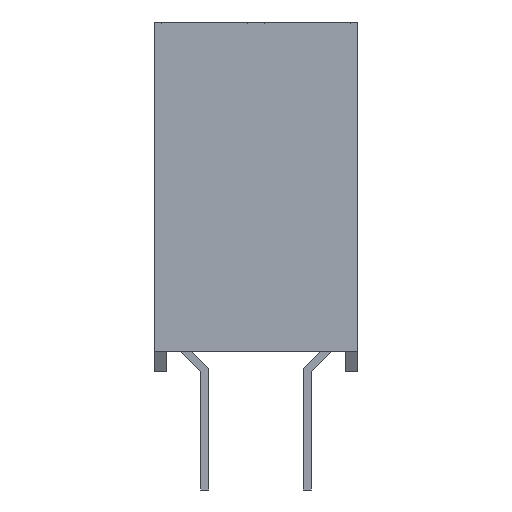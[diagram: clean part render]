
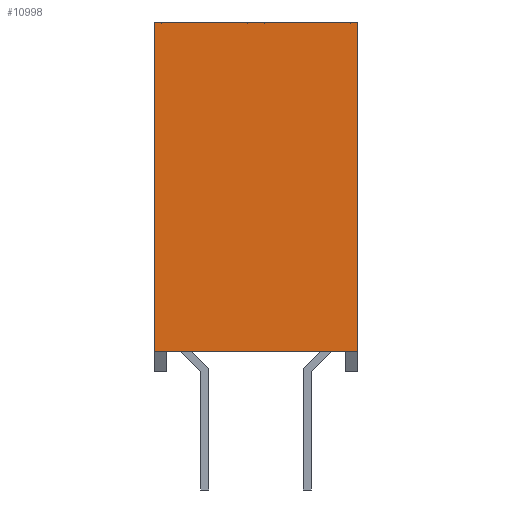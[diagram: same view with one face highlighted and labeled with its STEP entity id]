
A CAD part, left-side view. The second image highlights one B-rep face of the part: STEP entity #10998.
In plain terms, the highlighted planar face has unit normal (-1, 0, 0).
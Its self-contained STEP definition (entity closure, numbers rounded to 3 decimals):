
#72=DIRECTION('',(0.,-1.,0.));
#73=VECTOR('',#72,5.029);
#74=CARTESIAN_POINT('',(-25.4,2.515,0.));
#75=LINE('',#74,#73);
#728=DIRECTION('',(0.,0.,-1.));
#729=VECTOR('',#728,8.128);
#730=CARTESIAN_POINT('',(-25.4,2.515,0.));
#731=LINE('',#730,#729);
#960=DIRECTION('',(0.,0.,-1.));
#961=VECTOR('',#960,8.128);
#962=CARTESIAN_POINT('',(-25.4,-2.515,0.));
#963=LINE('',#962,#961);
#1192=DIRECTION('',(0.,-1.,0.));
#1193=VECTOR('',#1192,5.029);
#1194=CARTESIAN_POINT('',(-25.4,2.515,-8.128));
#1195=LINE('',#1194,#1193);
#8024=CARTESIAN_POINT('',(-25.4,2.515,0.));
#8025=CARTESIAN_POINT('',(-25.4,-2.515,0.));
#8026=VERTEX_POINT('',#8024);
#8027=VERTEX_POINT('',#8025);
#8032=CARTESIAN_POINT('',(-25.4,2.515,-8.128));
#8033=CARTESIAN_POINT('',(-25.4,-2.515,-8.128));
#8034=VERTEX_POINT('',#8032);
#8035=VERTEX_POINT('',#8033);
#10984=CARTESIAN_POINT('',(-25.4,2.515,0.));
#10985=DIRECTION('',(-1.,0.,0.));
#10986=DIRECTION('',(0.,-1.,0.));
#10987=AXIS2_PLACEMENT_3D('',#10984,#10985,#10986);
#10988=PLANE('',#10987);
#10989=ORIENTED_EDGE('',*,*,#10573,.T.);
#10991=ORIENTED_EDGE('',*,*,#10990,.T.);
#10993=ORIENTED_EDGE('',*,*,#10992,.F.);
#10995=ORIENTED_EDGE('',*,*,#10994,.F.);
#10996=EDGE_LOOP('',(#10989,#10991,#10993,#10995));
#10997=FACE_OUTER_BOUND('',#10996,.F.);
#10998=ADVANCED_FACE('',(#10997),#10988,.T.);
#10573=EDGE_CURVE('',#8026,#8027,#75,.T.);
#10990=EDGE_CURVE('',#8027,#8035,#963,.T.);
#10992=EDGE_CURVE('',#8034,#8035,#1195,.T.);
#10994=EDGE_CURVE('',#8026,#8034,#731,.T.);
